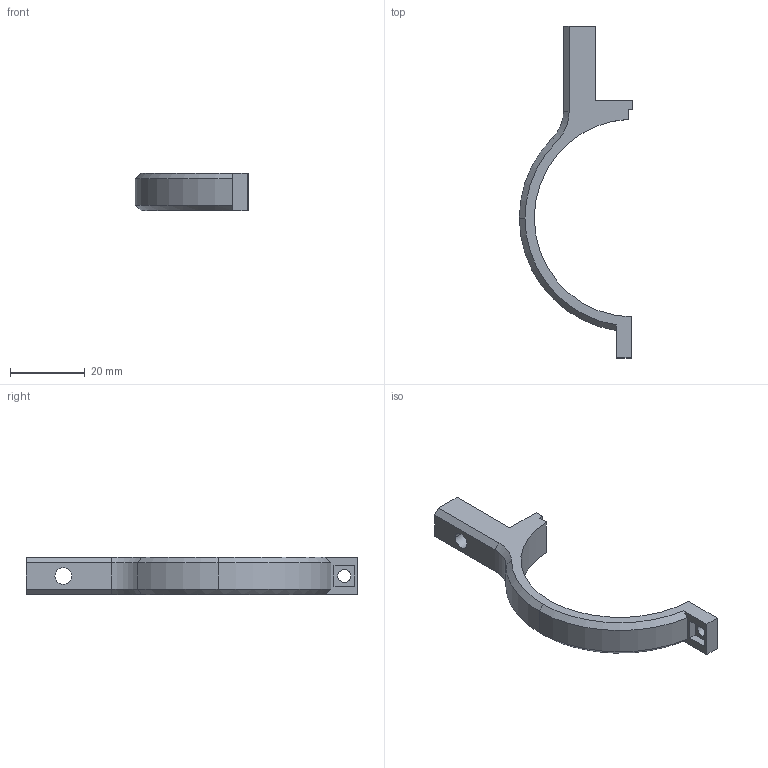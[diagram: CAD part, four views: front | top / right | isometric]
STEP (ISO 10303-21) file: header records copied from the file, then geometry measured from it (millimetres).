
FILE_DESCRIPTION (( 'STEP AP203' ), '1' );
FILE_NAME ('guider_attachment_back_1.step', '2021-03-01T17:11:02', ( '' ), ( '' ), 'SwSTEP 2.0', 'SolidWorks 2020', '' );
FILE_SCHEMA (( 'CONFIG_CONTROL_DESIGN' ));
Length unit declared in the file: millimetre
Products named in the file (1): guider_attachment_back_1
Bounding box: 30.4 x 89.1 x 10 mm (x, y, z)
Volume: 5672.4 mm3; surface area: 3651.6 mm2
Topology: 1 solids, 1 shells, 33 faces, 85 edges, 55 vertices
Faces by surface type: plane 19, cylinder 9, cone 5
Entity records: 1089 total; most frequent: CARTESIAN_POINT 180, DIRECTION 174, ORIENTED_EDGE 170, EDGE_CURVE 85, LINE 60, VECTOR 60, AXIS2_PLACEMENT_3D 57, VERTEX_POINT 55
